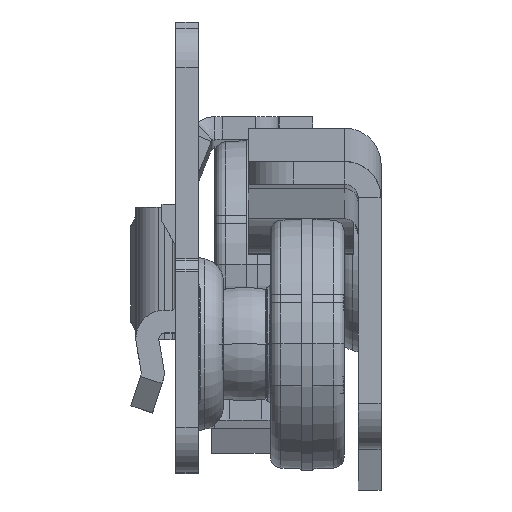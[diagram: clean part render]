
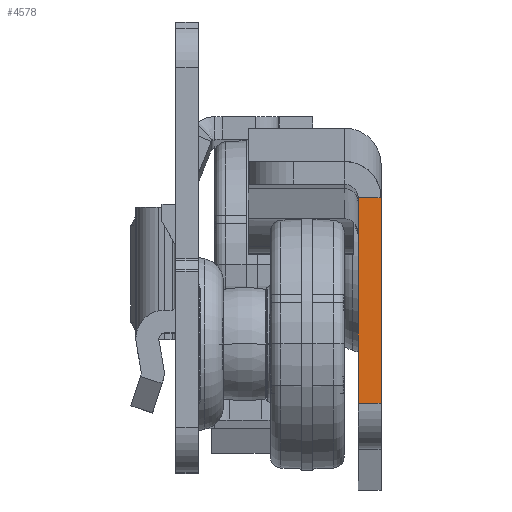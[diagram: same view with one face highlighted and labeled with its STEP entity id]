
A CAD part, top view. The second image highlights one B-rep face of the part: STEP entity #4578.
In plain terms, the highlighted face is planar.
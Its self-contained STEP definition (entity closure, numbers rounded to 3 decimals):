
#689 = CARTESIAN_POINT ( 'NONE',  ( 0., -7.75, 495.5 ) ) ;
#1289 = VECTOR ( 'NONE', #39331, 1000. ) ;
#1292 = EDGE_LOOP ( 'NONE', ( #6670, #38258, #13405, #15177 ) ) ;
#2256 = VERTEX_POINT ( 'NONE', #689 ) ;
#3038 = DIRECTION ( 'NONE',  ( 0., -1., 0. ) ) ;
#4578 = ADVANCED_FACE ( 'NONE', ( #35869 ), #18615, .T. ) ;
#6670 = ORIENTED_EDGE ( 'NONE', *, *, #10251, .F. ) ;
#8124 = EDGE_CURVE ( 'NONE', #11702, #44999, #40320, .T. ) ;
#10251 = EDGE_CURVE ( 'NONE', #11702, #13389, #46885, .T. ) ;
#10898 = CARTESIAN_POINT ( 'NONE',  ( -2., -11.75, 495.5 ) ) ;
#11470 = VECTOR ( 'NONE', #46626, 1000. ) ;
#11702 = VERTEX_POINT ( 'NONE', #38680 ) ;
#13050 = CARTESIAN_POINT ( 'NONE',  ( -2., -7.75, 495.5 ) ) ;
#13389 = VERTEX_POINT ( 'NONE', #48955 ) ;
#13405 = ORIENTED_EDGE ( 'NONE', *, *, #39630, .T. ) ;
#15177 = ORIENTED_EDGE ( 'NONE', *, *, #44031, .F. ) ;
#15492 = AXIS2_PLACEMENT_3D ( 'NONE', #35075, #52425, #34808 ) ;
#18075 = CARTESIAN_POINT ( 'NONE',  ( -2., -7.75, 495.5 ) ) ;
#18615 = PLANE ( 'NONE',  #15492 ) ;
#21411 = VECTOR ( 'NONE', #3038, 1000. ) ;
#23109 = LINE ( 'NONE', #35799, #1289 ) ;
#24661 = LINE ( 'NONE', #13050, #27752 ) ;
#26585 = CARTESIAN_POINT ( 'NONE',  ( -2., 10.226, 495.5 ) ) ;
#27752 = VECTOR ( 'NONE', #29497, 1000. ) ;
#29497 = DIRECTION ( 'NONE',  ( 1., 0., 0. ) ) ;
#34808 = DIRECTION ( 'NONE',  ( 1., 0., 0. ) ) ;
#35075 = CARTESIAN_POINT ( 'NONE',  ( -2., -11.75, 495.5 ) ) ;
#35799 = CARTESIAN_POINT ( 'NONE',  ( 0., -11.75, 495.5 ) ) ;
#35869 = FACE_OUTER_BOUND ( 'NONE', #1292, .T. ) ;
#38258 = ORIENTED_EDGE ( 'NONE', *, *, #8124, .T. ) ;
#38680 = CARTESIAN_POINT ( 'NONE',  ( -2., 10.226, 495.5 ) ) ;
#39331 = DIRECTION ( 'NONE',  ( 0., -1., 0. ) ) ;
#39630 = EDGE_CURVE ( 'NONE', #44999, #2256, #24661, .T. ) ;
#40320 = LINE ( 'NONE', #10898, #21411 ) ;
#44031 = EDGE_CURVE ( 'NONE', #13389, #2256, #23109, .T. ) ;
#44999 = VERTEX_POINT ( 'NONE', #18075 ) ;
#46626 = DIRECTION ( 'NONE',  ( 1., 0., 0. ) ) ;
#46885 = LINE ( 'NONE', #26585, #11470 ) ;
#48955 = CARTESIAN_POINT ( 'NONE',  ( 0., 10.226, 495.5 ) ) ;
#52425 = DIRECTION ( 'NONE',  ( 0., 0., 1. ) ) ;
